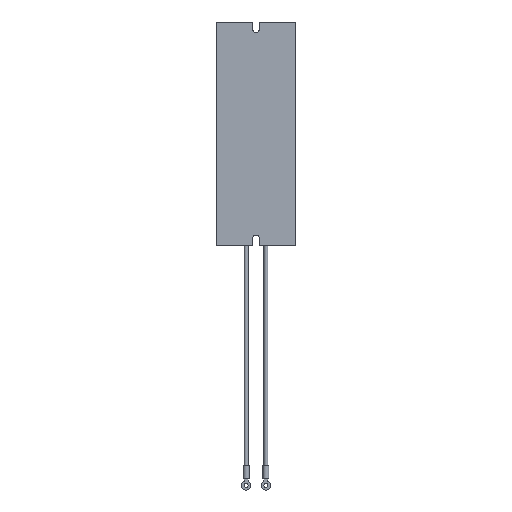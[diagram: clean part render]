
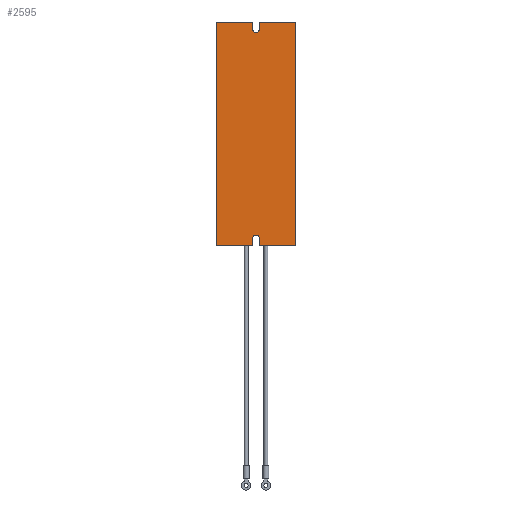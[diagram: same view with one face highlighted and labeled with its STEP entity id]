
A CAD part, front view. The second image highlights one B-rep face of the part: STEP entity #2595.
In plain terms, the highlighted planar face has unit normal (0, -1, 0).
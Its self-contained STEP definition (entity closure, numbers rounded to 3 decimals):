
#4 = CARTESIAN_POINT ( 'NONE',  ( 0., -15., 162. ) ) ;
#37 = VERTEX_POINT ( 'NONE', #198 ) ;
#92 = VERTEX_POINT ( 'NONE', #2728 ) ;
#103 = VECTOR ( 'NONE', #2890, 1000. ) ;
#146 = LINE ( 'NONE', #1465, #1058 ) ;
#168 = LINE ( 'NONE', #667, #4136 ) ;
#172 = CARTESIAN_POINT ( 'NONE',  ( 30., -15., 170. ) ) ;
#184 = DIRECTION ( 'NONE',  ( 0., 0., -1. ) ) ;
#198 = CARTESIAN_POINT ( 'NONE',  ( -2.5, -15., 170. ) ) ;
#213 = ORIENTED_EDGE ( 'NONE', *, *, #2958, .F. ) ;
#302 = AXIS2_PLACEMENT_3D ( 'NONE', #4011, #2383, #2036 ) ;
#347 = CARTESIAN_POINT ( 'NONE',  ( -2.5, -15., 0. ) ) ;
#514 = VERTEX_POINT ( 'NONE', #582 ) ;
#582 = CARTESIAN_POINT ( 'NONE',  ( 2.5, -15., 0. ) ) ;
#667 = CARTESIAN_POINT ( 'NONE',  ( 2.5, -15., 175.5 ) ) ;
#806 = CARTESIAN_POINT ( 'NONE',  ( -30., -15., 170. ) ) ;
#825 = CARTESIAN_POINT ( 'NONE',  ( -30., -15., 170. ) ) ;
#1000 = LINE ( 'NONE', #4758, #2498 ) ;
#1056 = CARTESIAN_POINT ( 'NONE',  ( -2.5, -15., 5.5 ) ) ;
#1058 = VECTOR ( 'NONE', #2526, 1000. ) ;
#1258 = CARTESIAN_POINT ( 'NONE',  ( 30., -15., 0. ) ) ;
#1264 = EDGE_CURVE ( 'NONE', #3787, #4671, #4731, .T. ) ;
#1265 = ORIENTED_EDGE ( 'NONE', *, *, #4992, .F. ) ;
#1278 = LINE ( 'NONE', #4645, #3261 ) ;
#1344 = LINE ( 'NONE', #2432, #103 ) ;
#1427 = DIRECTION ( 'NONE',  ( 0., -1., 0. ) ) ;
#1448 = DIRECTION ( 'NONE',  ( 0., 0., 1. ) ) ;
#1465 = CARTESIAN_POINT ( 'NONE',  ( 2.5, -15., -5.5 ) ) ;
#1616 = CARTESIAN_POINT ( 'NONE',  ( -30., -15., 0. ) ) ;
#1685 = AXIS2_PLACEMENT_3D ( 'NONE', #3092, #1855, #2272 ) ;
#1793 = CARTESIAN_POINT ( 'NONE',  ( 2.5, -15., 164.5 ) ) ;
#1855 = DIRECTION ( 'NONE',  ( 0., -1., 0. ) ) ;
#1996 = VECTOR ( 'NONE', #3600, 1000. ) ;
#2029 = LINE ( 'NONE', #4868, #4766 ) ;
#2036 = DIRECTION ( 'NONE',  ( 0., 0., -1. ) ) ;
#2057 = ORIENTED_EDGE ( 'NONE', *, *, #4469, .T. ) ;
#2128 = ORIENTED_EDGE ( 'NONE', *, *, #2979, .F. ) ;
#2203 = DIRECTION ( 'NONE',  ( 0., 0., -1. ) ) ;
#2217 = DIRECTION ( 'NONE',  ( 1., 0., 0. ) ) ;
#2220 = PLANE ( 'NONE',  #4190 ) ;
#2272 = DIRECTION ( 'NONE',  ( 0., 0., -1. ) ) ;
#2293 = CARTESIAN_POINT ( 'NONE',  ( -30., -15., 170. ) ) ;
#2354 = ORIENTED_EDGE ( 'NONE', *, *, #3013, .F. ) ;
#2383 = DIRECTION ( 'NONE',  ( 0., -1., 0. ) ) ;
#2394 = DIRECTION ( 'NONE',  ( 0., 0., -1. ) ) ;
#2432 = CARTESIAN_POINT ( 'NONE',  ( -2.5, -15., -5.5 ) ) ;
#2498 = VECTOR ( 'NONE', #2394, 1000. ) ;
#2507 = DIRECTION ( 'NONE',  ( 0., 0., -1. ) ) ;
#2526 = DIRECTION ( 'NONE',  ( 0., 0., 1. ) ) ;
#2595 = ADVANCED_FACE ( 'NONE', ( #3082 ), #2220, .F. ) ;
#2627 = VERTEX_POINT ( 'NONE', #806 ) ;
#2644 = DIRECTION ( 'NONE',  ( 0., 1., 0. ) ) ;
#2708 = CARTESIAN_POINT ( 'NONE',  ( 2.5, -15., 5.5 ) ) ;
#2728 = CARTESIAN_POINT ( 'NONE',  ( 2.5, -15., 170. ) ) ;
#2738 = VERTEX_POINT ( 'NONE', #347 ) ;
#2754 = VERTEX_POINT ( 'NONE', #3570 ) ;
#2781 = EDGE_CURVE ( 'NONE', #514, #3419, #3641, .T. ) ;
#2806 = LINE ( 'NONE', #825, #1996 ) ;
#2826 = AXIS2_PLACEMENT_3D ( 'NONE', #2974, #1427, #2203 ) ;
#2835 = CIRCLE ( 'NONE', #1685, 2.5 ) ;
#2840 = VECTOR ( 'NONE', #2507, 1000. ) ;
#2872 = ORIENTED_EDGE ( 'NONE', *, *, #3236, .T. ) ;
#2890 = DIRECTION ( 'NONE',  ( 0., 0., 1. ) ) ;
#2958 = EDGE_CURVE ( 'NONE', #37, #4364, #2029, .T. ) ;
#2974 = CARTESIAN_POINT ( 'NONE',  ( 0., -15., 164.5 ) ) ;
#2979 = EDGE_CURVE ( 'NONE', #2754, #3419, #4941, .T. ) ;
#3003 = DIRECTION ( 'NONE',  ( 1., 0., 0. ) ) ;
#3013 = EDGE_CURVE ( 'NONE', #4364, #4915, #3881, .T. ) ;
#3071 = VECTOR ( 'NONE', #3003, 1000. ) ;
#3082 = FACE_OUTER_BOUND ( 'NONE', #3319, .T. ) ;
#3092 = CARTESIAN_POINT ( 'NONE',  ( 0., -15., 164.5 ) ) ;
#3121 = VERTEX_POINT ( 'NONE', #3389 ) ;
#3204 = LINE ( 'NONE', #3827, #3071 ) ;
#3236 = EDGE_CURVE ( 'NONE', #92, #3565, #168, .T. ) ;
#3261 = VECTOR ( 'NONE', #2217, 1000. ) ;
#3273 = VECTOR ( 'NONE', #3513, 1000. ) ;
#3276 = EDGE_CURVE ( 'NONE', #4915, #3565, #2835, .T. ) ;
#3286 = ORIENTED_EDGE ( 'NONE', *, *, #3679, .F. ) ;
#3319 = EDGE_LOOP ( 'NONE', ( #2872, #3683, #2354, #213, #3286, #2057, #4916, #4220, #3988, #3942, #5041, #2128, #1265 ) ) ;
#3389 = CARTESIAN_POINT ( 'NONE',  ( -30., -15., 0. ) ) ;
#3419 = VERTEX_POINT ( 'NONE', #1258 ) ;
#3469 = EDGE_CURVE ( 'NONE', #2738, #4671, #1344, .T. ) ;
#3476 = CARTESIAN_POINT ( 'NONE',  ( -2.5, -15., 164.5 ) ) ;
#3488 = DIRECTION ( 'NONE',  ( 0., 0., -1. ) ) ;
#3513 = DIRECTION ( 'NONE',  ( 1., 0., 0. ) ) ;
#3565 = VERTEX_POINT ( 'NONE', #1793 ) ;
#3570 = CARTESIAN_POINT ( 'NONE',  ( 30., -15., 170. ) ) ;
#3600 = DIRECTION ( 'NONE',  ( 1., 0., 0. ) ) ;
#3641 = LINE ( 'NONE', #1616, #3273 ) ;
#3679 = EDGE_CURVE ( 'NONE', #2627, #37, #3204, .T. ) ;
#3683 = ORIENTED_EDGE ( 'NONE', *, *, #3276, .F. ) ;
#3787 = VERTEX_POINT ( 'NONE', #2708 ) ;
#3827 = CARTESIAN_POINT ( 'NONE',  ( -30., -15., 170. ) ) ;
#3881 = CIRCLE ( 'NONE', #2826, 2.5 ) ;
#3942 = ORIENTED_EDGE ( 'NONE', *, *, #4639, .F. ) ;
#3962 = EDGE_CURVE ( 'NONE', #3121, #2738, #1278, .T. ) ;
#3988 = ORIENTED_EDGE ( 'NONE', *, *, #1264, .F. ) ;
#4011 = CARTESIAN_POINT ( 'NONE',  ( 0., -15., 5.5 ) ) ;
#4136 = VECTOR ( 'NONE', #3488, 1000. ) ;
#4190 = AXIS2_PLACEMENT_3D ( 'NONE', #2293, #2644, #1448 ) ;
#4220 = ORIENTED_EDGE ( 'NONE', *, *, #3469, .T. ) ;
#4364 = VERTEX_POINT ( 'NONE', #3476 ) ;
#4469 = EDGE_CURVE ( 'NONE', #2627, #3121, #1000, .T. ) ;
#4639 = EDGE_CURVE ( 'NONE', #514, #3787, #146, .T. ) ;
#4645 = CARTESIAN_POINT ( 'NONE',  ( -30., -15., 0. ) ) ;
#4671 = VERTEX_POINT ( 'NONE', #1056 ) ;
#4731 = CIRCLE ( 'NONE', #302, 2.5 ) ;
#4758 = CARTESIAN_POINT ( 'NONE',  ( -30., -15., 170. ) ) ;
#4766 = VECTOR ( 'NONE', #184, 1000. ) ;
#4868 = CARTESIAN_POINT ( 'NONE',  ( -2.5, -15., 175.5 ) ) ;
#4915 = VERTEX_POINT ( 'NONE', #4 ) ;
#4916 = ORIENTED_EDGE ( 'NONE', *, *, #3962, .T. ) ;
#4941 = LINE ( 'NONE', #172, #2840 ) ;
#4992 = EDGE_CURVE ( 'NONE', #92, #2754, #2806, .T. ) ;
#5041 = ORIENTED_EDGE ( 'NONE', *, *, #2781, .T. ) ;
